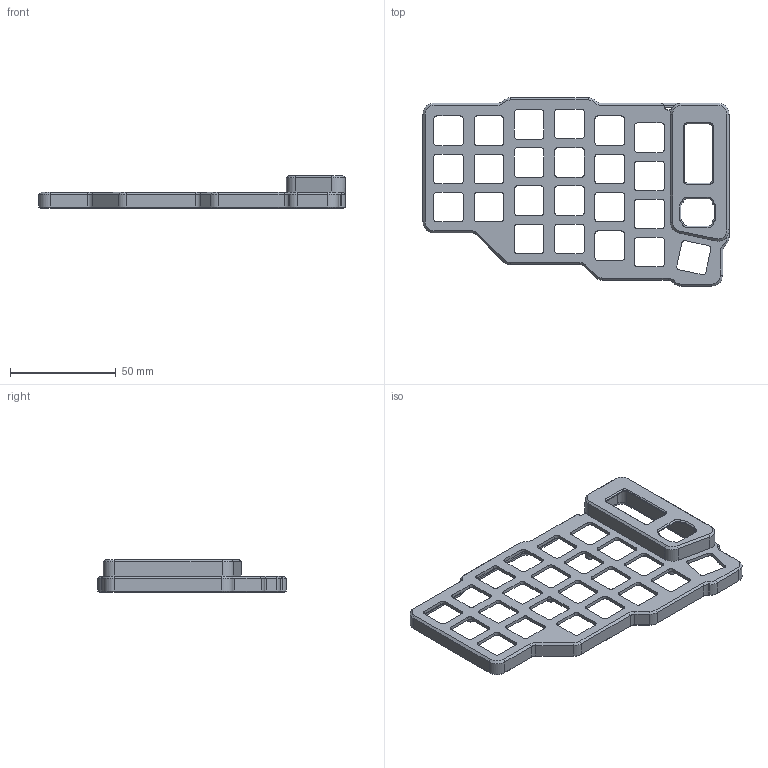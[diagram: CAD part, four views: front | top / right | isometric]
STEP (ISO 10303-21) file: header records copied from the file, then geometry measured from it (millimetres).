
FILE_DESCRIPTION(('HOOPS Exchange Step'),'2;1');
FILE_NAME('temp_export','2023-08-28T18:44:35+09:30',('mobile'),('Shapr3D Limited'),'HOOPS Exchange 2023.2','Shapr3D','Authorized');
FILE_SCHEMA( ('AUTOMOTIVE_DESIGN { 1 0 10303 214 1 1 1 1 }') );
Length unit declared in the file: millimetre
Products named in the file (1): root
Bounding box: 144.45 x 88.83 x 15.4 mm (x, y, z)
Volume: 17117.3 mm3; surface area: 23037.1 mm2
Topology: 1 solids, 1 shells, 708 faces, 1984 edges, 1288 vertices
Faces by surface type: plane 342, cylinder 306, cone 60
Full cylindrical faces by diameter (mm): 1.65 x5, 4 x5
Entity records: 22985 total; most frequent: DIRECTION 4099, CARTESIAN_POINT 3981, ORIENTED_EDGE 3968, EDGE_CURVE 1984, AXIS2_PLACEMENT_3D 1406, VERTEX_POINT 1288, VECTOR 1287, LINE 1287
